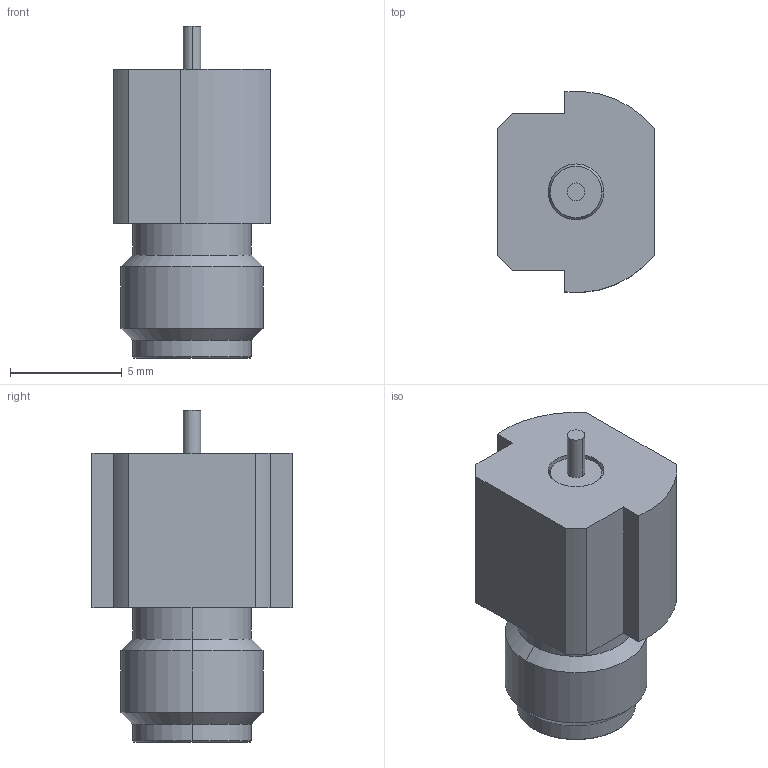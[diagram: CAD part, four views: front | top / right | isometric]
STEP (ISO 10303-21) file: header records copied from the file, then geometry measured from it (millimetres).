
FILE_DESCRIPTION((''),'2;1');
FILE_NAME('32K242-40MXX_SHRINK','2023-02-08T14:56:13',('F_Oellerer'),(''),'CREO PARAMETRIC BY PTC INC, 2021424','CREO PARAMETRIC BY PTC INC, 2021424','');
FILE_SCHEMA(('AUTOMOTIVE_DESIGN { 1 0 10303 214 1 1 1 1 }'));
Length unit declared in the file: millimetre
Products named in the file (1): 32K242-40MXX_SHRINK
Bounding box: 7 x 8.99 x 14.84 mm (x, y, z)
Volume: 491.8 mm3; surface area: 478 mm2
Topology: 1 solids, 1 shells, 530 faces, 1454 edges, 963 vertices
Faces by surface type: extrusion 291, plane 201, cylinder 24, cone 12, torus 2
Entity records: 17684 total; most frequent: CARTESIAN_POINT 5271, ORIENTED_EDGE 2904, DIRECTION 1695, EDGE_CURVE 1452, VECTOR 1097, VERTEX_POINT 963, B_SPLINE_CURVE_WITH_KNOTS 877, LINE 806
